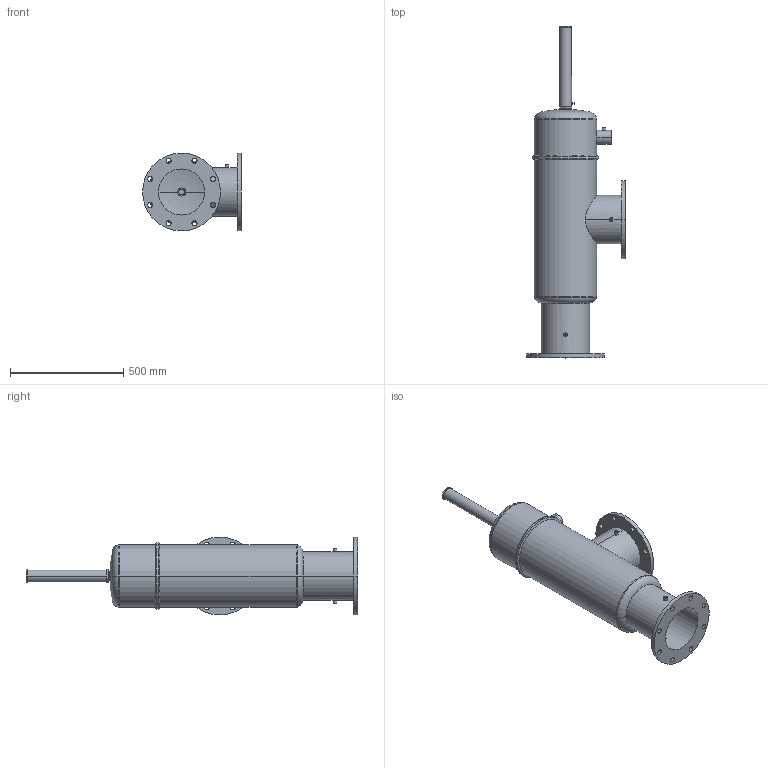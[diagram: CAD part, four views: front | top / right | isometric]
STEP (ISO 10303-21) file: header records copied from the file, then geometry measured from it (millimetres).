
FILE_DESCRIPTION (( 'STEP AP203' ), '1' );
FILE_NAME ('CL8-90.STEP', '2020-07-17T17:14:36', ( '' ), ( '' ), 'SwSTEP 2.0', 'SolidWorks 2017', '' );
FILE_SCHEMA (( 'CONFIG_CONTROL_DESIGN' ));
Length unit declared in the file: inch
Products named in the file (1): CL8-90
Bounding box: 435.1 x 1463.11 x 342.9 mm (x, y, z)
Volume: 7537143.3 mm3; surface area: 2390893 mm2
Topology: 5 solids, 5 shells, 152 faces, 371 edges, 232 vertices
Faces by surface type: cylinder 92, plane 32, torus 20, cone 8
Entity records: 5926 total; most frequent: CARTESIAN_POINT 2080, DIRECTION 833, ORIENTED_EDGE 742, EDGE_CURVE 371, AXIS2_PLACEMENT_3D 345, VERTEX_POINT 232, EDGE_LOOP 207, CIRCLE 192
